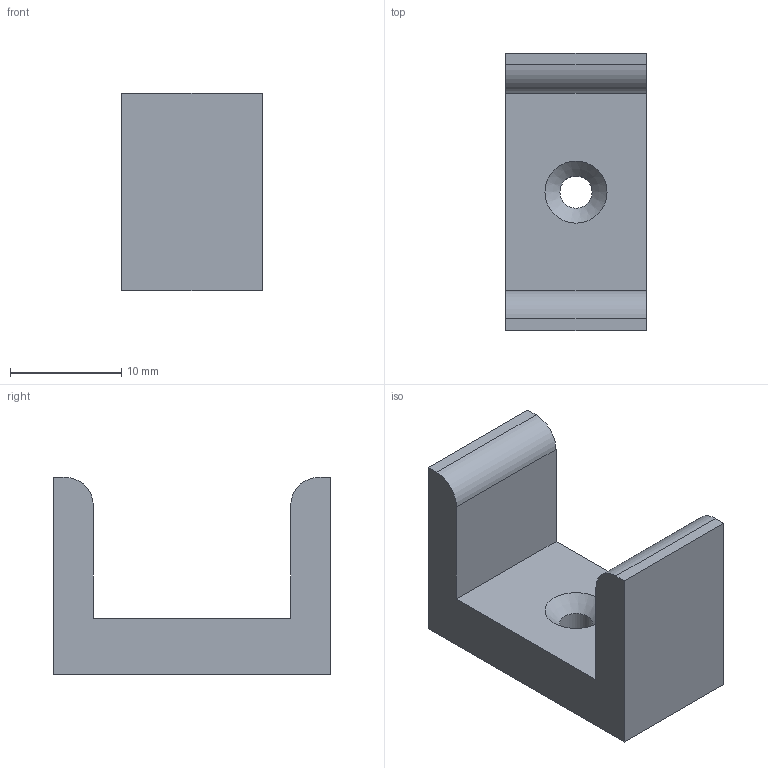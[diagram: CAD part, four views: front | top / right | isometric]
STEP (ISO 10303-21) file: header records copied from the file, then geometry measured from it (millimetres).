
FILE_DESCRIPTION(/* description */ (''),/* implementation_level */ '2;1');
FILE_NAME(/* name */ 'Battery Cradle.step',/* time_stamp */ '2023-03-12T19:34:20-04:00',/* author */ (''),/* organization */ (''),/* preprocessor_version */ 'ST-DEVELOPER v19.2',/* originating_system */ 'Autodesk Translation Framework v11.17.0.187',/* authorisation */ '');
FILE_SCHEMA (('AUTOMOTIVE_DESIGN { 1 0 10303 214 3 1 1 }'));
Length unit declared in the file: inch
Products named in the file (1): Battery Cradle
Bounding box: 12.7 x 24.99 x 17.78 mm (x, y, z)
Volume: 2696.4 mm3; surface area: 1841.2 mm2
Topology: 1 solids, 1 shells, 14 faces, 35 edges, 23 vertices
Faces by surface type: plane 10, cylinder 3, cone 1
Full cylindrical faces by diameter (mm): 2.9 x1
Entity records: 464 total; most frequent: CARTESIAN_POINT 73, DIRECTION 72, ORIENTED_EDGE 70, EDGE_CURVE 35, LINE 28, VECTOR 28, VERTEX_POINT 23, AXIS2_PLACEMENT_3D 22
